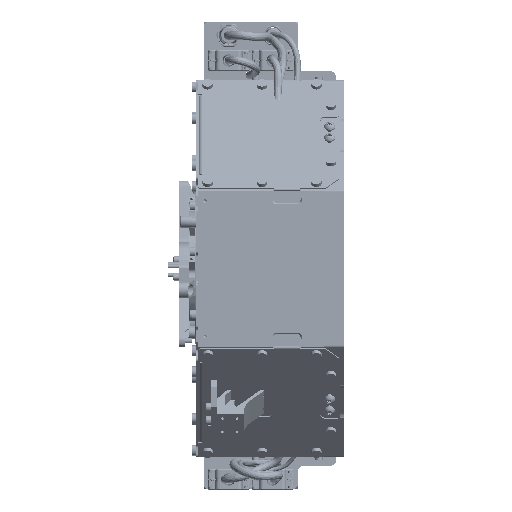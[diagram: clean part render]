
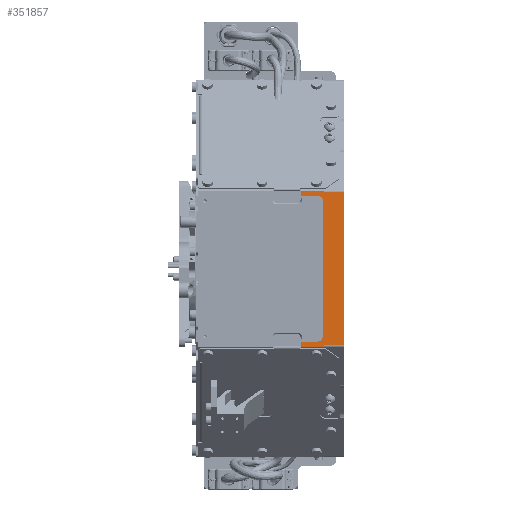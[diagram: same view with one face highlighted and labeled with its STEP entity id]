
A CAD part, left-side view. The second image highlights one B-rep face of the part: STEP entity #351857.
In plain terms, the highlighted planar face has unit normal (-1, 0, 0).
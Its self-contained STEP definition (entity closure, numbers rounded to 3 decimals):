
#127483=DIRECTION('',(0.,1.,0.));
#127484=VECTOR('',#127483,14.5);
#127485=CARTESIAN_POINT('',(-142.,-14.5,-57.99));
#127486=LINE('',#127485,#127484);
#127487=DIRECTION('',(0.,1.,0.));
#127488=VECTOR('',#127487,17.5);
#127489=CARTESIAN_POINT('',(-142.,0.,-58.818));
#127490=LINE('',#127489,#127488);
#127491=DIRECTION('',(0.,0.,1.));
#127492=VECTOR('',#127491,3.818);
#127493=CARTESIAN_POINT('',(-142.,17.5,-58.818));
#127494=LINE('',#127493,#127492);
#127495=DIRECTION('',(0.,-1.,0.));
#127496=VECTOR('',#127495,12.3);
#127497=CARTESIAN_POINT('',(-142.,17.5,-55.));
#127498=LINE('',#127497,#127496);
#127499=DIRECTION('',(0.,0.,1.));
#127500=VECTOR('',#127499,101.6);
#127501=CARTESIAN_POINT('',(-142.,1.,-50.8));
#127502=LINE('',#127501,#127500);
#127503=DIRECTION('',(0.,1.,0.));
#127504=VECTOR('',#127503,12.3);
#127505=CARTESIAN_POINT('',(-142.,5.2,55.));
#127506=LINE('',#127505,#127504);
#127507=DIRECTION('',(0.,0.,-1.));
#127508=VECTOR('',#127507,3.818);
#127509=CARTESIAN_POINT('',(-142.,17.5,58.818));
#127510=LINE('',#127509,#127508);
#127511=DIRECTION('',(0.,1.,0.));
#127512=VECTOR('',#127511,17.5);
#127513=CARTESIAN_POINT('',(-142.,0.,58.818));
#127514=LINE('',#127513,#127512);
#127515=DIRECTION('',(0.,1.,0.));
#127516=VECTOR('',#127515,14.5);
#127517=CARTESIAN_POINT('',(-142.,-14.5,57.99));
#127518=LINE('',#127517,#127516);
#127519=DIRECTION('',(0.,0.,-1.));
#127520=VECTOR('',#127519,115.98);
#127521=CARTESIAN_POINT('',(-142.,-14.5,57.99));
#127522=LINE('',#127521,#127520);
#127796=DIRECTION('',(0.,0.,1.));
#127797=VECTOR('',#127796,0.828);
#127798=CARTESIAN_POINT('',(-142.,0.,57.99));
#127799=LINE('',#127798,#127797);
#127808=DIRECTION('',(0.,0.,1.));
#127809=VECTOR('',#127808,0.828);
#127810=CARTESIAN_POINT('',(-142.,0.,-58.818));
#127811=LINE('',#127810,#127809);
#127826=CARTESIAN_POINT('',(-142.,5.2,-50.8));
#127827=DIRECTION('',(1.,0.,0.));
#127828=DIRECTION('',(0.,-1.,0.));
#127829=AXIS2_PLACEMENT_3D('',#127826,#127827,#127828);
#127848=CARTESIAN_POINT('',(-142.,5.2,50.8));
#127849=DIRECTION('',(1.,0.,0.));
#127850=DIRECTION('',(0.,0.,1.));
#127851=AXIS2_PLACEMENT_3D('',#127848,#127849,#127850);
#151793=CARTESIAN_POINT('',(-142.,-14.5,57.99));
#151794=CARTESIAN_POINT('',(-142.,-14.5,-57.99));
#151795=VERTEX_POINT('',#151793);
#151796=VERTEX_POINT('',#151794);
#153246=CARTESIAN_POINT('',(-142.,1.,-50.8));
#153247=CARTESIAN_POINT('',(-142.,1.,50.8));
#153248=VERTEX_POINT('',#153246);
#153249=VERTEX_POINT('',#153247);
#153256=CARTESIAN_POINT('',(-142.,5.2,-55.));
#153257=VERTEX_POINT('',#153256);
#153258=CARTESIAN_POINT('',(-142.,5.2,55.));
#153259=VERTEX_POINT('',#153258);
#153262=CARTESIAN_POINT('',(-142.,17.5,-58.818));
#153263=CARTESIAN_POINT('',(-142.,17.5,-55.));
#153264=VERTEX_POINT('',#153262);
#153265=VERTEX_POINT('',#153263);
#153270=CARTESIAN_POINT('',(-142.,17.5,58.818));
#153271=CARTESIAN_POINT('',(-142.,17.5,55.));
#153272=VERTEX_POINT('',#153270);
#153273=VERTEX_POINT('',#153271);
#153278=CARTESIAN_POINT('',(-142.,0.,-58.818));
#153279=VERTEX_POINT('',#153278);
#153282=CARTESIAN_POINT('',(-142.,0.,58.818));
#153283=VERTEX_POINT('',#153282);
#153326=CARTESIAN_POINT('',(-142.,0.,57.99));
#153328=VERTEX_POINT('',#153326);
#153331=CARTESIAN_POINT('',(-142.,0.,-57.99));
#153333=VERTEX_POINT('',#153331);
#351826=CARTESIAN_POINT('',(-142.,0.,58.818));
#351827=DIRECTION('',(-1.,0.,0.));
#351828=DIRECTION('',(0.,0.,-1.));
#351829=AXIS2_PLACEMENT_3D('',#351826,#351827,#351828);
#351830=PLANE('',#351829);
#351832=ORIENTED_EDGE('',*,*,#351831,.T.);
#351834=ORIENTED_EDGE('',*,*,#351833,.F.);
#351835=ORIENTED_EDGE('',*,*,#248293,.T.);
#351837=ORIENTED_EDGE('',*,*,#351836,.T.);
#351838=ORIENTED_EDGE('',*,*,#248131,.T.);
#351840=ORIENTED_EDGE('',*,*,#351839,.F.);
#351842=ORIENTED_EDGE('',*,*,#351841,.T.);
#351844=ORIENTED_EDGE('',*,*,#351843,.F.);
#351846=ORIENTED_EDGE('',*,*,#351845,.T.);
#351848=ORIENTED_EDGE('',*,*,#351847,.F.);
#351849=ORIENTED_EDGE('',*,*,#207526,.F.);
#351851=ORIENTED_EDGE('',*,*,#351850,.F.);
#351853=ORIENTED_EDGE('',*,*,#351852,.F.);
#351854=ORIENTED_EDGE('',*,*,#339340,.T.);
#351855=EDGE_LOOP('',(#351832,#351834,#351835,#351837,#351838,#351840,#351842,
#351844,#351846,#351848,#351849,#351851,#351853,#351854));
#351856=FACE_OUTER_BOUND('',#351855,.F.);
#351857=ADVANCED_FACE('',(#351856),#351830,.T.);
#127830=CIRCLE('',#127829,4.2);
#127852=CIRCLE('',#127851,4.2);
#207526=EDGE_CURVE('',#153283,#153272,#127514,.T.);
#248131=EDGE_CURVE('',#153265,#153257,#127498,.T.);
#248293=EDGE_CURVE('',#153279,#153264,#127490,.T.);
#339340=EDGE_CURVE('',#151795,#151796,#127522,.T.);
#351831=EDGE_CURVE('',#151796,#153333,#127486,.T.);
#351833=EDGE_CURVE('',#153279,#153333,#127811,.T.);
#351836=EDGE_CURVE('',#153264,#153265,#127494,.T.);
#351839=EDGE_CURVE('',#153248,#153257,#127830,.T.);
#351841=EDGE_CURVE('',#153248,#153249,#127502,.T.);
#351843=EDGE_CURVE('',#153259,#153249,#127852,.T.);
#351845=EDGE_CURVE('',#153259,#153273,#127506,.T.);
#351847=EDGE_CURVE('',#153272,#153273,#127510,.T.);
#351850=EDGE_CURVE('',#153328,#153283,#127799,.T.);
#351852=EDGE_CURVE('',#151795,#153328,#127518,.T.);
